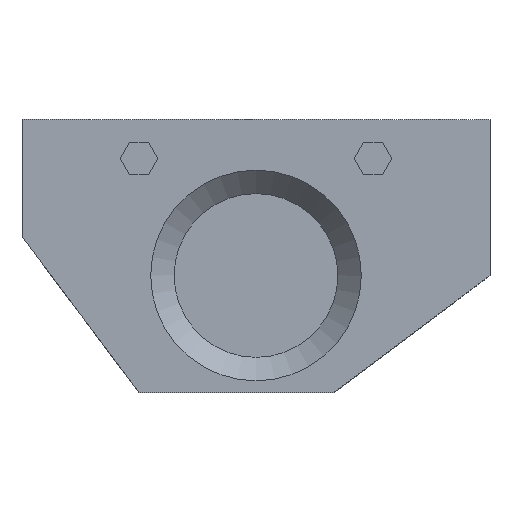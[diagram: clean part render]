
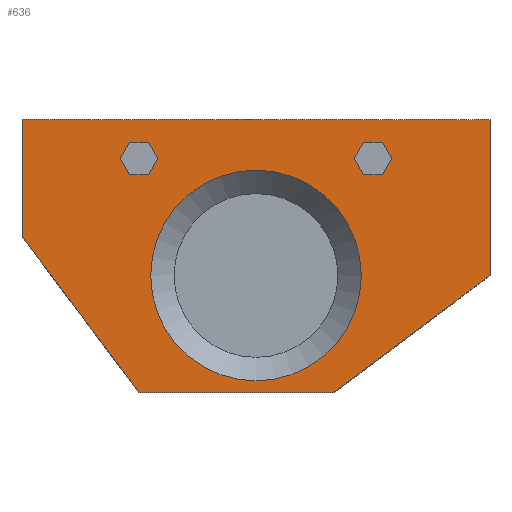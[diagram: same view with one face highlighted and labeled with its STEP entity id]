
A CAD part, front view. The second image highlights one B-rep face of the part: STEP entity #636.
In plain terms, the highlighted planar face has unit normal (0, -1, 0).
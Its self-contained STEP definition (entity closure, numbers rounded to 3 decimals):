
#19=FACE_BOUND('',#232,.T.);
#20=FACE_BOUND('',#233,.T.);
#21=FACE_BOUND('',#234,.T.);
#39=LINE('',#918,#105);
#43=LINE('',#926,#109);
#46=LINE('',#932,#112);
#49=LINE('',#938,#115);
#52=LINE('',#944,#118);
#55=LINE('',#949,#121);
#57=LINE('',#955,#123);
#61=LINE('',#963,#127);
#64=LINE('',#969,#130);
#67=LINE('',#975,#133);
#70=LINE('',#981,#136);
#73=LINE('',#986,#139);
#77=LINE('',#1010,#143);
#78=LINE('',#1012,#144);
#79=LINE('',#1014,#145);
#80=LINE('',#1016,#146);
#81=LINE('',#1018,#147);
#82=LINE('',#1019,#148);
#105=VECTOR('',#738,10.);
#109=VECTOR('',#744,10.);
#112=VECTOR('',#749,10.);
#115=VECTOR('',#754,10.);
#118=VECTOR('',#759,10.);
#121=VECTOR('',#764,10.);
#123=VECTOR('',#770,10.);
#127=VECTOR('',#776,10.);
#130=VECTOR('',#781,10.);
#133=VECTOR('',#786,10.);
#136=VECTOR('',#791,10.);
#139=VECTOR('',#796,10.);
#143=VECTOR('',#824,10.);
#144=VECTOR('',#825,10.);
#145=VECTOR('',#826,10.);
#146=VECTOR('',#827,10.);
#147=VECTOR('',#828,10.);
#148=VECTOR('',#829,10.);
#191=FACE_OUTER_BOUND('',#231,.T.);
#231=EDGE_LOOP('',(#491,#492,#493,#494,#495,#496));
#232=EDGE_LOOP('',(#497,#498,#499,#500,#501,#502));
#233=EDGE_LOOP('',(#503,#504,#505,#506,#507,#508));
#234=EDGE_LOOP('',(#509));
#268=CIRCLE('',#695,27.);
#280=VERTEX_POINT('',#916);
#281=VERTEX_POINT('',#917);
#284=VERTEX_POINT('',#925);
#286=VERTEX_POINT('',#931);
#288=VERTEX_POINT('',#937);
#290=VERTEX_POINT('',#943);
#292=VERTEX_POINT('',#953);
#293=VERTEX_POINT('',#954);
#296=VERTEX_POINT('',#962);
#298=VERTEX_POINT('',#968);
#300=VERTEX_POINT('',#974);
#302=VERTEX_POINT('',#980);
#308=VERTEX_POINT('',#1002);
#310=VERTEX_POINT('',#1008);
#311=VERTEX_POINT('',#1009);
#312=VERTEX_POINT('',#1011);
#313=VERTEX_POINT('',#1013);
#314=VERTEX_POINT('',#1015);
#315=VERTEX_POINT('',#1017);
#336=EDGE_CURVE('',#280,#281,#39,.T.);
#340=EDGE_CURVE('',#284,#280,#43,.T.);
#343=EDGE_CURVE('',#286,#284,#46,.T.);
#346=EDGE_CURVE('',#288,#286,#49,.T.);
#349=EDGE_CURVE('',#290,#288,#52,.T.);
#352=EDGE_CURVE('',#281,#290,#55,.T.);
#354=EDGE_CURVE('',#292,#293,#57,.T.);
#358=EDGE_CURVE('',#296,#292,#61,.T.);
#361=EDGE_CURVE('',#298,#296,#64,.T.);
#364=EDGE_CURVE('',#300,#298,#67,.T.);
#367=EDGE_CURVE('',#302,#300,#70,.T.);
#370=EDGE_CURVE('',#293,#302,#73,.T.);
#377=EDGE_CURVE('',#308,#308,#268,.T.);
#380=EDGE_CURVE('',#310,#311,#77,.T.);
#381=EDGE_CURVE('',#310,#312,#78,.T.);
#382=EDGE_CURVE('',#312,#313,#79,.T.);
#383=EDGE_CURVE('',#313,#314,#80,.T.);
#384=EDGE_CURVE('',#315,#314,#81,.T.);
#385=EDGE_CURVE('',#315,#311,#82,.T.);
#491=ORIENTED_EDGE('',*,*,#380,.F.);
#492=ORIENTED_EDGE('',*,*,#381,.T.);
#493=ORIENTED_EDGE('',*,*,#382,.T.);
#494=ORIENTED_EDGE('',*,*,#383,.T.);
#495=ORIENTED_EDGE('',*,*,#384,.F.);
#496=ORIENTED_EDGE('',*,*,#385,.T.);
#497=ORIENTED_EDGE('',*,*,#336,.T.);
#498=ORIENTED_EDGE('',*,*,#352,.T.);
#499=ORIENTED_EDGE('',*,*,#349,.T.);
#500=ORIENTED_EDGE('',*,*,#346,.T.);
#501=ORIENTED_EDGE('',*,*,#343,.T.);
#502=ORIENTED_EDGE('',*,*,#340,.T.);
#503=ORIENTED_EDGE('',*,*,#354,.T.);
#504=ORIENTED_EDGE('',*,*,#370,.T.);
#505=ORIENTED_EDGE('',*,*,#367,.T.);
#506=ORIENTED_EDGE('',*,*,#364,.T.);
#507=ORIENTED_EDGE('',*,*,#361,.T.);
#508=ORIENTED_EDGE('',*,*,#358,.T.);
#509=ORIENTED_EDGE('',*,*,#377,.F.);
#604=PLANE('',#697);
#636=ADVANCED_FACE('',(#191,#19,#20,#21),#604,.T.);
#695=AXIS2_PLACEMENT_3D('',#1003,#817,#818);
#697=AXIS2_PLACEMENT_3D('',#1007,#822,#823);
#738=DIRECTION('',(0.5,0.,0.866));
#744=DIRECTION('',(-0.5,0.,0.866));
#749=DIRECTION('',(-1.,0.,0.));
#754=DIRECTION('',(-0.5,0.,-0.866));
#759=DIRECTION('',(0.5,0.,-0.866));
#764=DIRECTION('',(1.,0.,0.));
#770=DIRECTION('',(0.5,0.,0.866));
#776=DIRECTION('',(-0.5,0.,0.866));
#781=DIRECTION('',(-1.,0.,0.));
#786=DIRECTION('',(-0.5,0.,-0.866));
#791=DIRECTION('',(0.5,0.,-0.866));
#796=DIRECTION('',(1.,0.,0.));
#817=DIRECTION('center_axis',(0.,-1.,0.));
#818=DIRECTION('ref_axis',(1.,0.,0.));
#822=DIRECTION('center_axis',(0.,-1.,0.));
#823=DIRECTION('ref_axis',(0.,0.,-1.));
#824=DIRECTION('',(-0.8,0.,-0.6));
#825=DIRECTION('',(0.,0.,1.));
#826=DIRECTION('',(-1.,0.,0.));
#827=DIRECTION('',(0.,0.,-1.));
#828=DIRECTION('',(-0.6,0.,0.8));
#829=DIRECTION('',(1.,0.,0.));
#916=CARTESIAN_POINT('',(25.15,14.745,-384.285));
#917=CARTESIAN_POINT('',(27.575,14.745,-380.085));
#918=CARTESIAN_POINT('',(16.594,14.745,-399.106));
#925=CARTESIAN_POINT('',(27.575,14.745,-388.485));
#926=CARTESIAN_POINT('',(28.632,14.745,-390.315));
#931=CARTESIAN_POINT('',(32.425,14.745,-388.485));
#932=CARTESIAN_POINT('',(16.212,14.745,-388.485));
#937=CARTESIAN_POINT('',(34.85,14.745,-384.285));
#938=CARTESIAN_POINT('',(25.081,14.745,-401.206));
#943=CARTESIAN_POINT('',(32.425,14.745,-380.085));
#944=CARTESIAN_POINT('',(34.694,14.745,-384.015));
#949=CARTESIAN_POINT('',(13.788,14.745,-380.085));
#953=CARTESIAN_POINT('',(-34.85,14.745,-384.285));
#954=CARTESIAN_POINT('',(-32.425,14.745,-380.085));
#955=CARTESIAN_POINT('',(-35.906,14.745,-386.115));
#962=CARTESIAN_POINT('',(-32.425,14.745,-388.485));
#963=CARTESIAN_POINT('',(-23.868,14.745,-403.306));
#968=CARTESIAN_POINT('',(-27.575,14.745,-388.485));
#969=CARTESIAN_POINT('',(-13.788,14.745,-388.485));
#974=CARTESIAN_POINT('',(-25.15,14.745,-384.285));
#975=CARTESIAN_POINT('',(-27.419,14.745,-388.215));
#980=CARTESIAN_POINT('',(-27.575,14.745,-380.085));
#981=CARTESIAN_POINT('',(-17.806,14.745,-397.006));
#986=CARTESIAN_POINT('',(-16.212,14.745,-380.085));
#1002=CARTESIAN_POINT('',(-27.,14.745,-414.285));
#1003=CARTESIAN_POINT('Origin',(0.,14.745,-414.285));
#1007=CARTESIAN_POINT('Origin',(0.,14.745,-409.285));
#1008=CARTESIAN_POINT('',(60.,14.745,-414.285));
#1009=CARTESIAN_POINT('',(20.,14.745,-444.285));
#1010=CARTESIAN_POINT('',(32.,14.745,-435.285));
#1011=CARTESIAN_POINT('',(60.,14.745,-374.285));
#1012=CARTESIAN_POINT('',(60.,14.745,-374.285));
#1013=CARTESIAN_POINT('',(-60.,14.745,-374.285));
#1014=CARTESIAN_POINT('',(-60.,14.745,-374.285));
#1015=CARTESIAN_POINT('',(-60.,14.745,-404.285));
#1016=CARTESIAN_POINT('',(-60.,14.745,-444.285));
#1017=CARTESIAN_POINT('',(-30.,14.745,-444.285));
#1018=CARTESIAN_POINT('',(-40.5,14.745,-430.285));
#1019=CARTESIAN_POINT('',(60.,14.745,-444.285));
